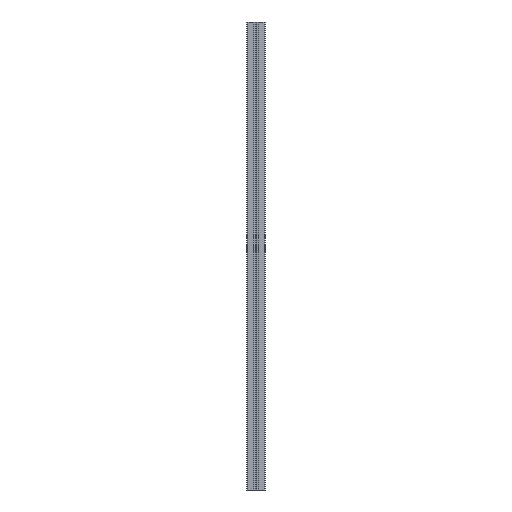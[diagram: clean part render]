
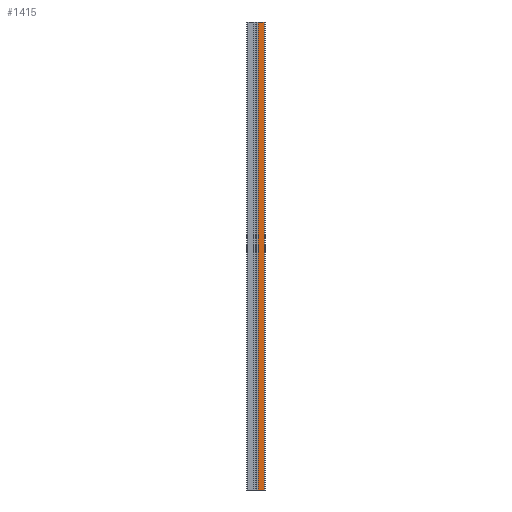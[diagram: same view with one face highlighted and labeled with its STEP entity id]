
A CAD part, front view. The second image highlights one B-rep face of the part: STEP entity #1415.
In plain terms, the highlighted planar face has unit normal (0, -1, 0).
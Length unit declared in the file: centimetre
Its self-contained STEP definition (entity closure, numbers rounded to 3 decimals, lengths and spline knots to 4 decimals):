
#46=PLANE('',#1504);
#167=LINE('',#2142,#347);
#168=LINE('',#2146,#348);
#169=LINE('',#2148,#349);
#170=LINE('',#2149,#350);
#347=VECTOR('',#1744,1.);
#348=VECTOR('',#1749,1.);
#349=VECTOR('',#1750,1.);
#350=VECTOR('',#1751,1.);
#475=FACE_OUTER_BOUND('',#547,.T.);
#547=EDGE_LOOP('',(#1096,#1097,#1098,#1099));
#682=VERTEX_POINT('',#2139);
#683=VERTEX_POINT('',#2141);
#684=VERTEX_POINT('',#2145);
#685=VERTEX_POINT('',#2147);
#854=EDGE_CURVE('',#683,#682,#167,.T.);
#856=EDGE_CURVE('',#682,#684,#168,.T.);
#857=EDGE_CURVE('',#685,#684,#169,.T.);
#858=EDGE_CURVE('',#685,#683,#170,.T.);
#1096=ORIENTED_EDGE('',*,*,#856,.T.);
#1097=ORIENTED_EDGE('',*,*,#857,.F.);
#1098=ORIENTED_EDGE('',*,*,#858,.T.);
#1099=ORIENTED_EDGE('',*,*,#854,.T.);
#1415=ADVANCED_FACE('',(#475),#46,.T.);
#1504=AXIS2_PLACEMENT_3D('',#2144,#1747,#1748);
#1744=DIRECTION('',(0.,0.,1.));
#1747=DIRECTION('center_axis',(0.,-1.,0.));
#1748=DIRECTION('ref_axis',(0.,0.,-1.));
#1749=DIRECTION('',(-1.,0.,0.));
#1750=DIRECTION('',(0.,0.,1.));
#1751=DIRECTION('',(1.,0.,0.));
#2139=CARTESIAN_POINT('',(0.65,-0.75,38.));
#2141=CARTESIAN_POINT('',(0.65,-0.75,0.));
#2142=CARTESIAN_POINT('',(0.65,-0.75,0.));
#2144=CARTESIAN_POINT('Origin',(0.65,-0.75,0.));
#2145=CARTESIAN_POINT('',(0.2,-0.75,38.));
#2146=CARTESIAN_POINT('',(0.2,-0.75,38.));
#2147=CARTESIAN_POINT('',(0.2,-0.75,0.));
#2148=CARTESIAN_POINT('',(0.2,-0.75,0.));
#2149=CARTESIAN_POINT('',(0.2,-0.75,0.));
